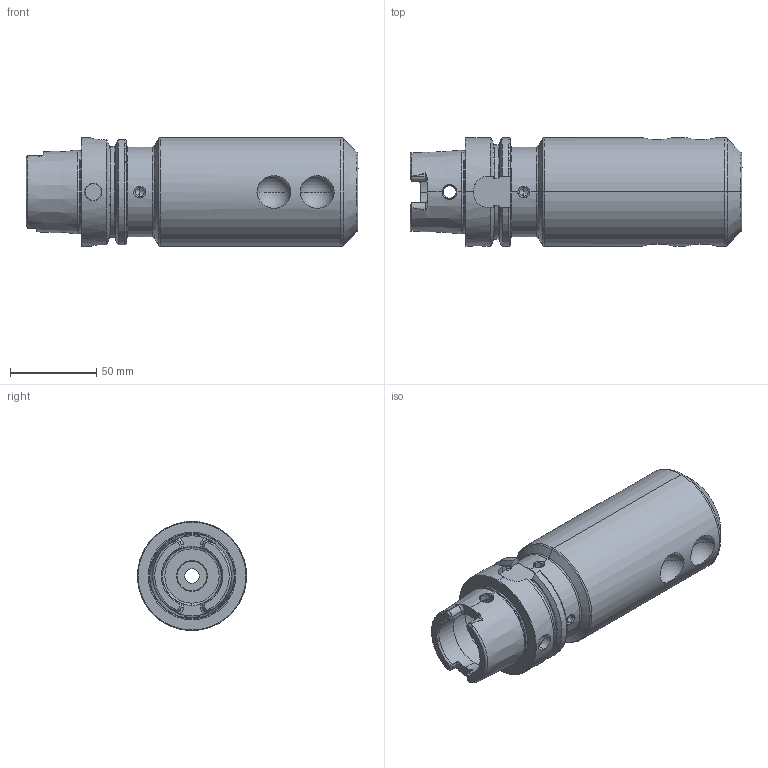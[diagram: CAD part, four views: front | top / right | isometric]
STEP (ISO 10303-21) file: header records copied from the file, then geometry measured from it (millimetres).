
FILE_DESCRIPTION (( 'STEP AP203' ), '1' );
FILE_NAME ('HA6.W25.K21.160.STEP', '2012-12-03T15:20:54', ( 'baer' ), ( 'Hewlett-Packard Company' ), 'SwSTEP 2.0', 'SolidWorks 2012', '' );
FILE_SCHEMA (( 'CONFIG_CONTROL_DESIGN' ));
Length unit declared in the file: millimetre
Products named in the file (4): W25-ER1.001.020; HA6-W25.K21.160_C_Fertigbearbeitung; HA6.W25.K21.160; ERU-CJ3.001.008
Assembly tree (5 placements, depth 2):
  HA6.W25.K21.160
    HA6-W25.K21.160_C_Fertigbearbeitung
    W25-ER1.001.020  x2
    ERU-CJ3.001.008  x2
Bounding box: 192 x 63 x 63 mm (x, y, z)
Volume: 434760.1 mm3; surface area: 63026.2 mm2
Topology: 5 solids, 5 shells, 331 faces, 832 edges, 505 vertices
Faces by surface type: plane 97, cylinder 87, cone 81, torus 46, bspline 16, sphere 4
Entity records: 12190 total; most frequent: CARTESIAN_POINT 5020, ORIENTED_EDGE 1452, DIRECTION 1338, EDGE_CURVE 726, AXIS2_PLACEMENT_3D 541, VERTEX_POINT 453, EDGE_LOOP 319, FACE_OUTER_BOUND 292
